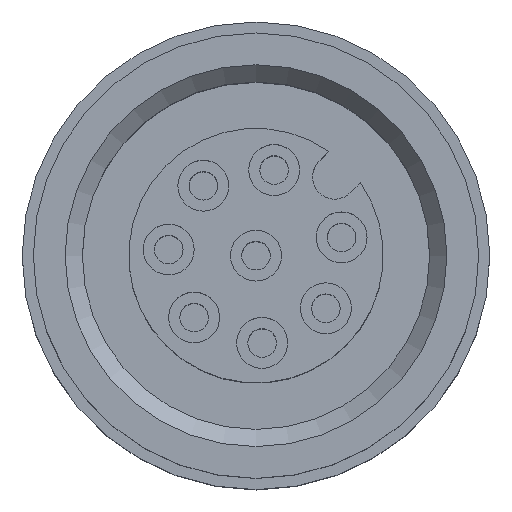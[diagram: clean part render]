
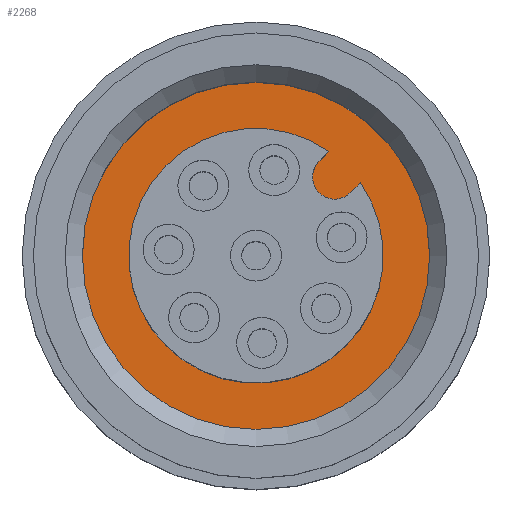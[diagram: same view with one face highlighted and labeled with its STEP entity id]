
A CAD part, top view. The second image highlights one B-rep face of the part: STEP entity #2268.
In plain terms, the highlighted planar face has unit normal (0, 0, 1).
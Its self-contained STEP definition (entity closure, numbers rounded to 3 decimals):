
#84=LINE('',#3252,#176);
#85=LINE('',#3256,#177);
#176=VECTOR('',#2708,1000.);
#177=VECTOR('',#2711,1000.);
#240=PLANE('',#2412);
#316=CIRCLE('',#2411,4.);
#317=CIRCLE('',#2413,5.459);
#318=CIRCLE('',#2414,0.7);
#473=ORIENTED_EDGE('',*,*,#871,.F.);
#474=ORIENTED_EDGE('',*,*,#868,.T.);
#475=ORIENTED_EDGE('',*,*,#872,.T.);
#476=ORIENTED_EDGE('',*,*,#873,.T.);
#477=ORIENTED_EDGE('',*,*,#874,.T.);
#868=EDGE_CURVE('',#1061,#1062,#316,.T.);
#871=EDGE_CURVE('',#1063,#1063,#317,.T.);
#872=EDGE_CURVE('',#1062,#1064,#84,.T.);
#873=EDGE_CURVE('',#1064,#1065,#318,.T.);
#874=EDGE_CURVE('',#1065,#1061,#85,.T.);
#1061=VERTEX_POINT('',#3245);
#1062=VERTEX_POINT('',#3246);
#1063=VERTEX_POINT('',#3251);
#1064=VERTEX_POINT('',#3253);
#1065=VERTEX_POINT('',#3255);
#1183=EDGE_LOOP('',(#473));
#1184=EDGE_LOOP('',(#474,#475,#476,#477));
#1339=FACE_BOUND('',#1183,.T.);
#1340=FACE_BOUND('',#1184,.T.);
#2268=ADVANCED_FACE('',(#1339,#1340),#240,.F.);
#2411=AXIS2_PLACEMENT_3D('',#3244,#2700,#2701);
#2412=AXIS2_PLACEMENT_3D('',#3249,#2704,#2705);
#2413=AXIS2_PLACEMENT_3D('',#3250,#2706,#2707);
#2414=AXIS2_PLACEMENT_3D('',#3254,#2709,#2710);
#2700=DIRECTION('',(0.,0.,-1.));
#2701=DIRECTION('',(-1.,0.,0.));
#2704=DIRECTION('',(0.,0.,-1.));
#2705=DIRECTION('',(-1.,0.,0.));
#2706=DIRECTION('',(0.,0.,-1.));
#2707=DIRECTION('',(-1.,0.,0.));
#2708=DIRECTION('',(-0.707,-0.707,0.));
#2709=DIRECTION('',(0.,0.,1.));
#2710=DIRECTION('',(0.,1.,0.));
#2711=DIRECTION('',(0.707,0.707,0.));
#3244=CARTESIAN_POINT('',(0.,0.,34.5));
#3245=CARTESIAN_POINT('',(3.28,2.29,34.5));
#3246=CARTESIAN_POINT('',(2.29,3.28,34.5));
#3249=CARTESIAN_POINT('',(0.,4.,34.5));
#3250=CARTESIAN_POINT('',(0.,0.,34.5));
#3251=CARTESIAN_POINT('',(-5.459,0.,34.5));
#3252=CARTESIAN_POINT('',(2.475,3.465,34.5));
#3253=CARTESIAN_POINT('',(1.98,2.97,34.5));
#3254=CARTESIAN_POINT('',(2.475,2.475,34.5));
#3255=CARTESIAN_POINT('',(2.97,1.98,34.5));
#3256=CARTESIAN_POINT('',(2.97,1.98,34.5));
